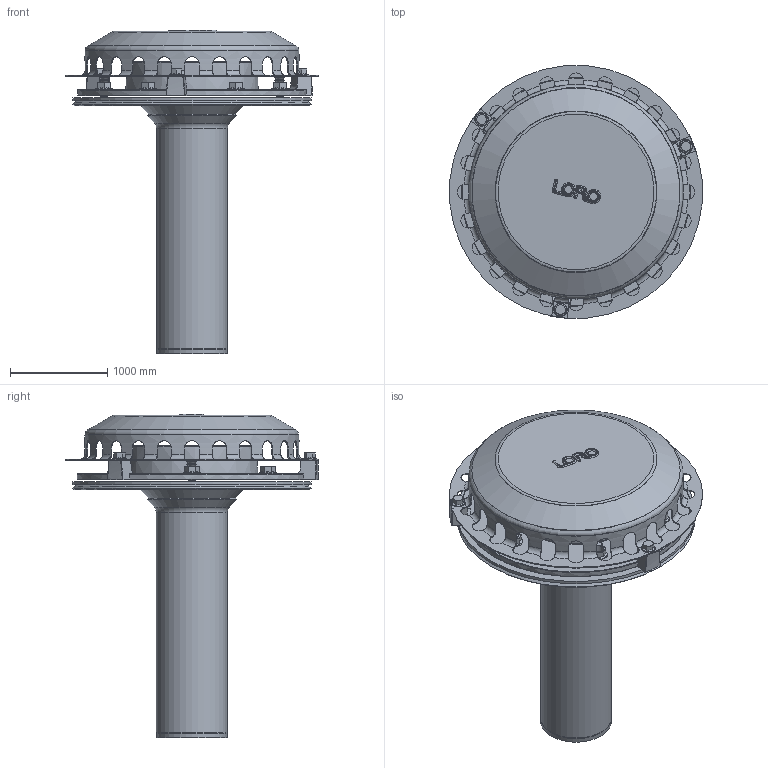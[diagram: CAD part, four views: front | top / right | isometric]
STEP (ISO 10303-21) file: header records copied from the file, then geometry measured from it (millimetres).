
FILE_DESCRIPTION(/* description */ (''),/* implementation_level */ '2;1');
FILE_NAME(/* name */ '21301.070X_3D.stp',/* time_stamp */ '2024-12-12T08:16:11+01:00',/* author */ ('CAD'),/* organization */ (''),/* preprocessor_version */ 'ST-DEVELOPER v20',/* originating_system */ 'AutoCAD Mechanical',/* authorisation */ '');
FILE_SCHEMA (('AUTOMOTIVE_DESIGN { 1 0 10303 214 3 1 1 }'));
Length unit declared in the file: centimetre
Products named in the file (2): Product; *S0
Assembly tree (1 placements, depth 2):
  Product
    *S0
Bounding box: 2590.11 x 2592.91 x 3322.5 mm (x, y, z)
Volume: 595060839.3 mm3; surface area: 51877535.6 mm2
Topology: 23 solids, 23 shells, 734 faces, 1874 edges, 1151 vertices
Faces by surface type: cone 250, plane 201, cylinder 152, torus 107, bspline 21, sphere 3
Full cylindrical faces by diameter (mm): 60 x3, 70 x6, 80 x15, 99.999 x6, 105 x2, 130 x6, 160 x6, 700 x1, 730 x1, 1250 x1, 2180 x1, 2200 x1, 2450 x1, 2600 x1
Entity records: 27411 total; most frequent: CARTESIAN_POINT 9950, ORIENTED_EDGE 3722, DIRECTION 3607, EDGE_CURVE 1861, AXIS2_PLACEMENT_3D 1492, VERTEX_POINT 1147, EDGE_LOOP 818, CIRCLE 746
